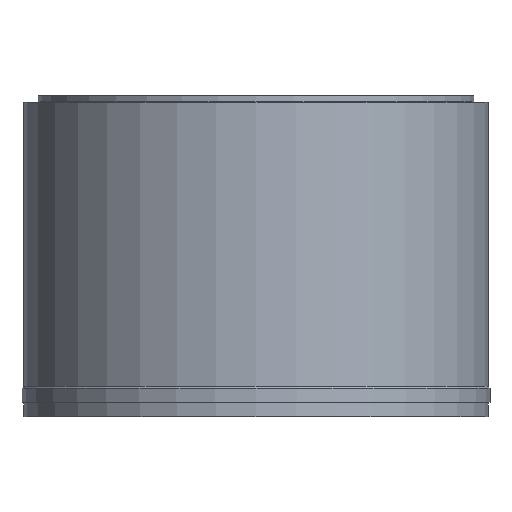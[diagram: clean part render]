
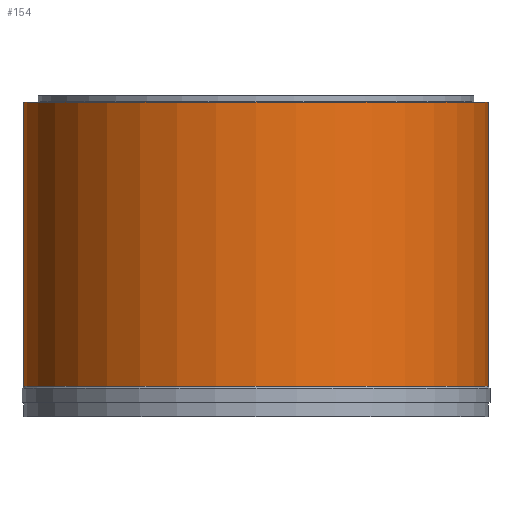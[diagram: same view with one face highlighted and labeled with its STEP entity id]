
A CAD part, front view. The second image highlights one B-rep face of the part: STEP entity #154.
In plain terms, the highlighted cylindrical face has radius 412.75 mm (diameter 825.5 mm), a full revolution.
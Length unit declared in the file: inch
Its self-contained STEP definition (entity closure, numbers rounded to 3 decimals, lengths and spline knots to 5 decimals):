
#23=CYLINDRICAL_SURFACE('',#187,16.25);
#35=FACE_BOUND('',#71,.T.);
#48=FACE_OUTER_BOUND('',#70,.T.);
#70=EDGE_LOOP('',(#135));
#71=EDGE_LOOP('',(#136));
#87=CIRCLE('',#183,16.25);
#89=CIRCLE('',#186,16.25);
#100=VERTEX_POINT('',#273);
#102=VERTEX_POINT('',#278);
#113=EDGE_CURVE('',#100,#100,#87,.T.);
#115=EDGE_CURVE('',#102,#102,#89,.T.);
#135=ORIENTED_EDGE('',*,*,#113,.F.);
#136=ORIENTED_EDGE('',*,*,#115,.F.);
#154=ADVANCED_FACE('',(#48,#35),#23,.T.);
#183=AXIS2_PLACEMENT_3D('',#274,#228,#229);
#186=AXIS2_PLACEMENT_3D('',#279,#234,#235);
#187=AXIS2_PLACEMENT_3D('',#280,#236,#237);
#228=DIRECTION('center_axis',(0.,0.,1.));
#229=DIRECTION('ref_axis',(-1.,0.,0.));
#234=DIRECTION('center_axis',(0.,0.,-1.));
#235=DIRECTION('ref_axis',(1.,0.,0.));
#236=DIRECTION('center_axis',(0.,0.,1.));
#237=DIRECTION('ref_axis',(-1.,0.,0.));
#273=CARTESIAN_POINT('',(16.25,0.,22.));
#274=CARTESIAN_POINT('Origin',(0.,0.,22.));
#278=CARTESIAN_POINT('',(-16.25,0.,2.125));
#279=CARTESIAN_POINT('Origin',(0.,0.,2.125));
#280=CARTESIAN_POINT('Origin',(0.,0.,0.));
